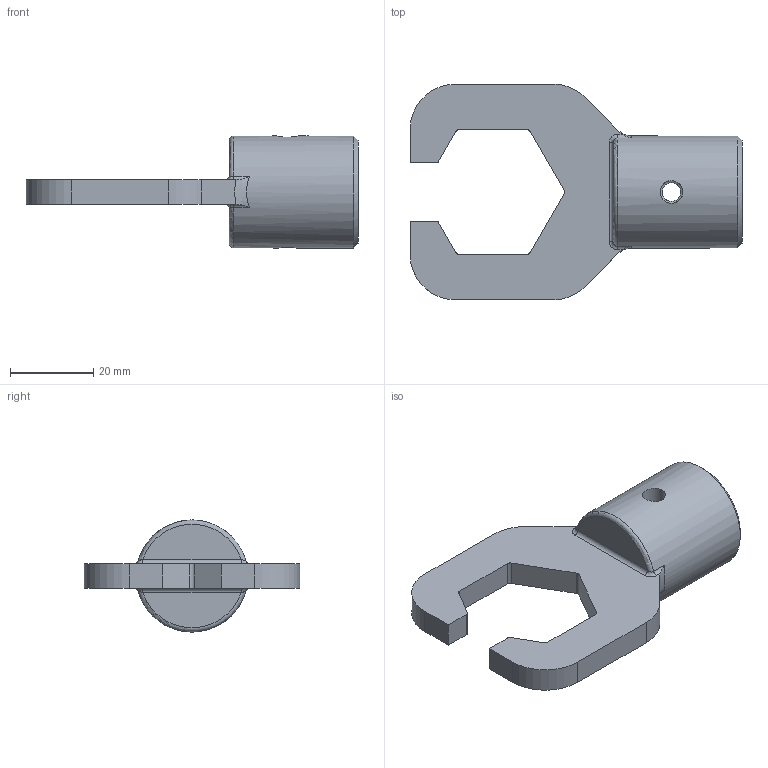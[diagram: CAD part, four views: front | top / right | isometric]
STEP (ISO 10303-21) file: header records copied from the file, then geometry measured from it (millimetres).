
FILE_DESCRIPTION( ( 'Unknown' ), '1' );
FILE_NAME( '715220010-E.stp', 'Unknown', ( 'Unknown' ), ( 'Unknown' ), 'PSStep 15.0.49', 'Unknown', ' ' );
FILE_SCHEMA( ( 'AUTOMOTIVE_DESIGN { 1 0 10303 214 1 1 1 1 }' ) );
Length unit declared in the file: millimetre
Products named in the file (1): 1
Bounding box: 80 x 52 x 27 mm (x, y, z)
Volume: 21383.5 mm3; surface area: 9398.9 mm2
Topology: 1 solids, 1 shells, 53 faces, 143 edges, 91 vertices
Faces by surface type: cylinder 22, plane 19, bspline 6, cone 4, torus 2
Full cylindrical faces by diameter (mm): 4.5 x1, 5.5 x2, 16 x1, 27 x1
Entity records: 3325 total; most frequent: CARTESIAN_POINT 1636, ORIENTED_EDGE 258, DIRECTION 250, EDGE_CURVE 129, AXIS2_PLACEMENT_3D 93, VERTEX_POINT 88, EDGE_LOOP 66, LINE 64
